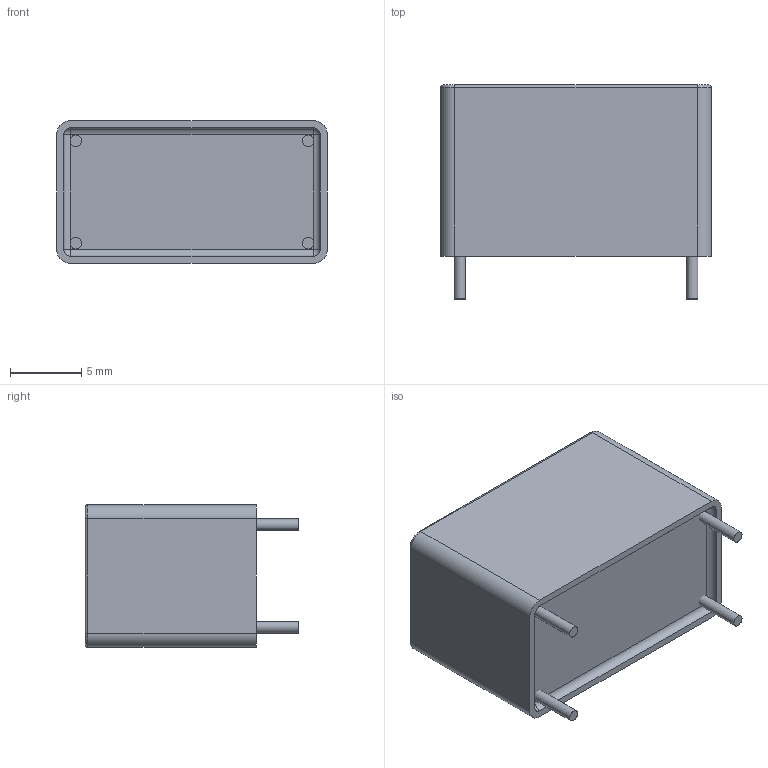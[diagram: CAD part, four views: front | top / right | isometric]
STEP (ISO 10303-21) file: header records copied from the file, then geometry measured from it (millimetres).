
FILE_DESCRIPTION(/* description */ (''),/* implementation_level */ '2;1');
FILE_NAME(/* name */ 'ZMPT107 v1.step',/* time_stamp */ '2019-07-19T20:18:06+05:00',/* author */ (''),/* organization */ (''),/* preprocessor_version */ 'ST-DEVELOPER v18',/* originating_system */ 'Autodesk Translation Framework v8.2.0.1029',/* authorisation */ '');
FILE_SCHEMA (('AUTOMOTIVE_DESIGN { 1 0 10303 214 3 1 1 }'));
Length unit declared in the file: millimetre
Products named in the file (1): ZMPT107
Bounding box: 19 x 15 x 10 mm (x, y, z)
Volume: 2203.2 mm3; surface area: 1128.2 mm2
Topology: 5 solids, 5 shells, 39 faces, 72 edges, 44 vertices
Faces by surface type: cylinder 16, plane 15, torus 4, sphere 4
Full cylindrical faces by diameter (mm): 0.8 x4
Entity records: 1013 total; most frequent: DIRECTION 192, CARTESIAN_POINT 156, ORIENTED_EDGE 144, AXIS2_PLACEMENT_3D 80, EDGE_CURVE 72, VERTEX_POINT 44, EDGE_LOOP 40, CIRCLE 40
